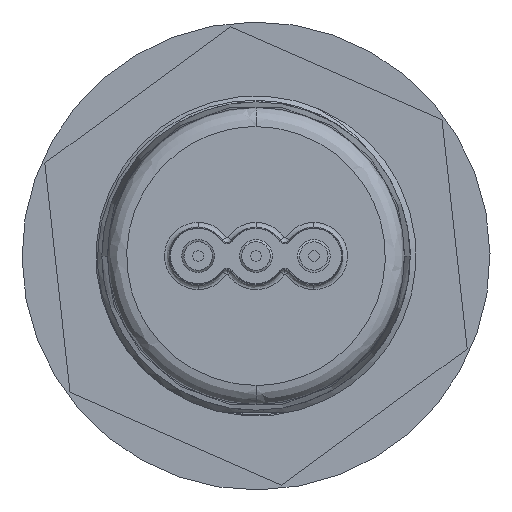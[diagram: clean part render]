
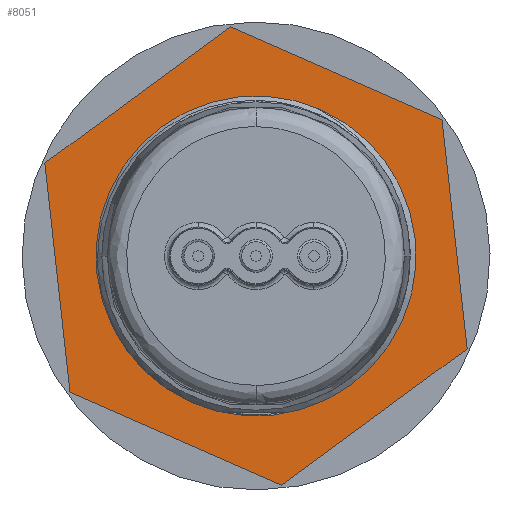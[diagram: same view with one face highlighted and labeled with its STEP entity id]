
A CAD part, front view. The second image highlights one B-rep face of the part: STEP entity #8051.
In plain terms, the highlighted planar face has unit normal (0, -1, 0).
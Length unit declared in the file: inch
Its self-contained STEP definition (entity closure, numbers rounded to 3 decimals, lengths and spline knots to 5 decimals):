
#363 = DIRECTION ( 'NONE',  ( 0.866, 0., 0.5 ) ) ;
#496 = DIRECTION ( 'NONE',  ( 0., 1., 0. ) ) ;
#1161 = EDGE_CURVE ( 'NONE', #10376, #9366, #21850, .T. ) ;
#3138 = AXIS2_PLACEMENT_3D ( 'NONE', #5585, #7429, #7604 ) ;
#3278 = CARTESIAN_POINT ( 'NONE',  ( 0.408, 0., 0.23556 ) ) ;
#3660 = VECTOR ( 'NONE', #5928, 39.37008 ) ;
#3663 = AXIS2_PLACEMENT_3D ( 'NONE', #20840, #23050, #16980 ) ;
#3711 = EDGE_LOOP ( 'NONE', ( #14526, #6607 ) ) ;
#3735 = CARTESIAN_POINT ( 'NONE',  ( 0., 0., -0.47112 ) ) ;
#4374 = CARTESIAN_POINT ( 'NONE',  ( 0.408, 0., -0.23556 ) ) ;
#4493 = CARTESIAN_POINT ( 'NONE',  ( -0.408, 0., 0.23556 ) ) ;
#4555 = LINE ( 'NONE', #4493, #9278 ) ;
#4605 = VERTEX_POINT ( 'NONE', #11089 ) ;
#4721 = DIRECTION ( 'NONE',  ( -0.866, 0., -0.5 ) ) ;
#4771 = CARTESIAN_POINT ( 'NONE',  ( -0.408, 0., -0.23556 ) ) ;
#5585 = CARTESIAN_POINT ( 'NONE',  ( 0., 0., 0. ) ) ;
#5718 = EDGE_CURVE ( 'NONE', #21370, #4605, #4555, .T. ) ;
#5928 = DIRECTION ( 'NONE',  ( -0.866, 0., 0.5 ) ) ;
#6184 = LINE ( 'NONE', #4374, #21570 ) ;
#6607 = ORIENTED_EDGE ( 'NONE', *, *, #15525, .T. ) ;
#6752 = CARTESIAN_POINT ( 'NONE',  ( 0., 0., 0.327 ) ) ;
#6948 = VERTEX_POINT ( 'NONE', #7000 ) ;
#7000 = CARTESIAN_POINT ( 'NONE',  ( 0., 0., -0.327 ) ) ;
#7429 = DIRECTION ( 'NONE',  ( 0., 1., 0. ) ) ;
#7452 = DIRECTION ( 'NONE',  ( 0.866, 0., -0.5 ) ) ;
#7604 = DIRECTION ( 'NONE',  ( 0., 0., 1. ) ) ;
#7642 = AXIS2_PLACEMENT_3D ( 'NONE', #24559, #496, #14545 ) ;
#8051 = ADVANCED_FACE ( 'NONE', ( #18610, #14553 ), #10507, .F. ) ;
#8937 = ORIENTED_EDGE ( 'NONE', *, *, #14687, .F. ) ;
#9064 = ORIENTED_EDGE ( 'NONE', *, *, #5718, .F. ) ;
#9103 = EDGE_LOOP ( 'NONE', ( #15011, #19993, #8937, #9064, #9653, #16446 ) ) ;
#9278 = VECTOR ( 'NONE', #363, 39.37008 ) ;
#9366 = VERTEX_POINT ( 'NONE', #19007 ) ;
#9653 = ORIENTED_EDGE ( 'NONE', *, *, #13101, .F. ) ;
#9682 = VERTEX_POINT ( 'NONE', #15333 ) ;
#10376 = VERTEX_POINT ( 'NONE', #3278 ) ;
#10507 = PLANE ( 'NONE',  #7642 ) ;
#11089 = CARTESIAN_POINT ( 'NONE',  ( 0., 0., 0.47112 ) ) ;
#11552 = CARTESIAN_POINT ( 'NONE',  ( -0.408, 0., -0.23556 ) ) ;
#11665 = VECTOR ( 'NONE', #20641, 39.37008 ) ;
#12421 = DIRECTION ( 'NONE',  ( 0., 0., -1. ) ) ;
#13101 = EDGE_CURVE ( 'NONE', #17663, #21370, #14807, .T. ) ;
#14114 = LINE ( 'NONE', #15608, #24512 ) ;
#14526 = ORIENTED_EDGE ( 'NONE', *, *, #25239, .T. ) ;
#14545 = DIRECTION ( 'NONE',  ( 0., 0., 1. ) ) ;
#14553 = FACE_BOUND ( 'NONE', #3711, .T. ) ;
#14687 = EDGE_CURVE ( 'NONE', #4605, #10376, #14114, .T. ) ;
#14807 = LINE ( 'NONE', #4771, #11665 ) ;
#15011 = ORIENTED_EDGE ( 'NONE', *, *, #20659, .F. ) ;
#15333 = CARTESIAN_POINT ( 'NONE',  ( 0., 0., -0.47112 ) ) ;
#15525 = EDGE_CURVE ( 'NONE', #24280, #6948, #23246, .T. ) ;
#15608 = CARTESIAN_POINT ( 'NONE',  ( 0., 0., 0.47112 ) ) ;
#16446 = ORIENTED_EDGE ( 'NONE', *, *, #21317, .F. ) ;
#16980 = DIRECTION ( 'NONE',  ( 0., 0., 1. ) ) ;
#17663 = VERTEX_POINT ( 'NONE', #11552 ) ;
#18388 = VECTOR ( 'NONE', #12421, 39.37008 ) ;
#18610 = FACE_OUTER_BOUND ( 'NONE', #9103, .T. ) ;
#19007 = CARTESIAN_POINT ( 'NONE',  ( 0.408, 0., -0.23556 ) ) ;
#19873 = CARTESIAN_POINT ( 'NONE',  ( -0.408, 0., 0.23556 ) ) ;
#19993 = ORIENTED_EDGE ( 'NONE', *, *, #1161, .F. ) ;
#20489 = CARTESIAN_POINT ( 'NONE',  ( 0.408, 0., 0.23556 ) ) ;
#20605 = LINE ( 'NONE', #3735, #3660 ) ;
#20641 = DIRECTION ( 'NONE',  ( 0., 0., 1. ) ) ;
#20659 = EDGE_CURVE ( 'NONE', #9366, #9682, #6184, .T. ) ;
#20840 = CARTESIAN_POINT ( 'NONE',  ( 0., 0., 0. ) ) ;
#21317 = EDGE_CURVE ( 'NONE', #9682, #17663, #20605, .T. ) ;
#21370 = VERTEX_POINT ( 'NONE', #19873 ) ;
#21403 = CIRCLE ( 'NONE', #3138, 0.327 ) ;
#21570 = VECTOR ( 'NONE', #4721, 39.37008 ) ;
#21850 = LINE ( 'NONE', #20489, #18388 ) ;
#23050 = DIRECTION ( 'NONE',  ( 0., 1., 0. ) ) ;
#23246 = CIRCLE ( 'NONE', #3663, 0.327 ) ;
#24280 = VERTEX_POINT ( 'NONE', #6752 ) ;
#24512 = VECTOR ( 'NONE', #7452, 39.37008 ) ;
#24559 = CARTESIAN_POINT ( 'NONE',  ( 0., 0., 0. ) ) ;
#25239 = EDGE_CURVE ( 'NONE', #6948, #24280, #21403, .T. ) ;
